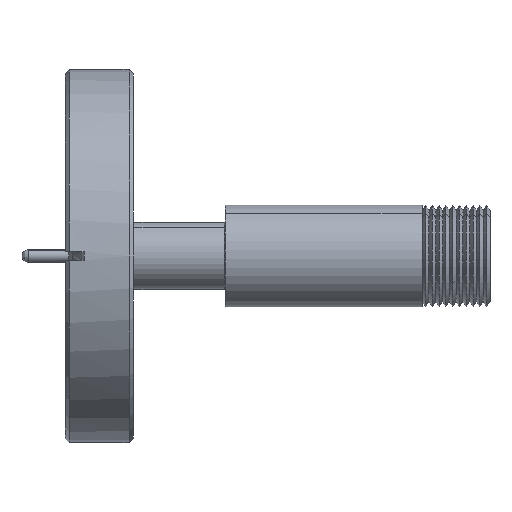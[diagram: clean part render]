
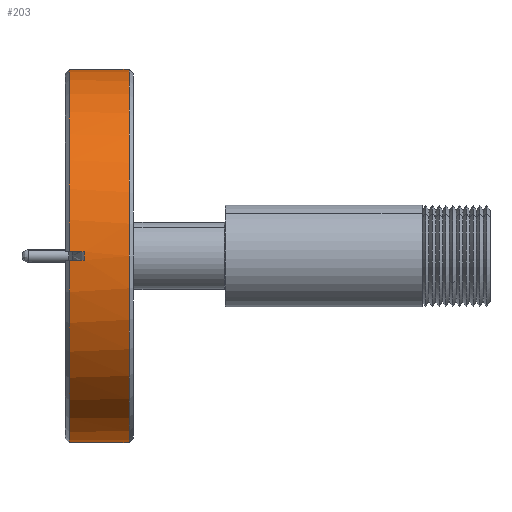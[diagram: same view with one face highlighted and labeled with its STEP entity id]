
A CAD part, left-side view. The second image highlights one B-rep face of the part: STEP entity #203.
In plain terms, the highlighted cylindrical face has radius 34.925 mm (diameter 69.85 mm), a partial arc.
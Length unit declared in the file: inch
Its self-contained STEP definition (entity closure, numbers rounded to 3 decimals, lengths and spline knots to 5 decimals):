
#8 = VERTEX_POINT ( 'NONE', #368 ) ;
#10 = VERTEX_POINT ( 'NONE', #4780 ) ;
#18 = VERTEX_POINT ( 'NONE', #4788 ) ;
#67 = VERTEX_POINT ( 'NONE', #4839 ) ;
#70 = VERTEX_POINT ( 'NONE', #4855 ) ;
#103 = VERTEX_POINT ( 'NONE', #1285 ) ;
#109 = VERTEX_POINT ( 'NONE', #1293 ) ;
#161 = VERTEX_POINT ( 'NONE', #1477 ) ;
#203 = ADVANCED_FACE ( 'NONE', ( #1892 ), #1882, .T. ) ;
#253 = EDGE_CURVE ( 'NONE', #70, #161, #3348, .T. ) ;
#258 = EDGE_CURVE ( 'NONE', #109, #67, #2067, .T. ) ;
#368 = CARTESIAN_POINT ( 'NONE',  ( -1.37465, -0.08748, 0.031 ) ) ;
#500 = EDGE_CURVE ( 'NONE', #103, #70, #4421, .T. ) ;
#691 = EDGE_CURVE ( 'NONE', #103, #109, #1154, .T. ) ;
#692 = EDGE_CURVE ( 'NONE', #18, #67, #1130, .T. ) ;
#693 = EDGE_CURVE ( 'NONE', #18, #8, #961, .T. ) ;
#694 = EDGE_CURVE ( 'NONE', #10, #8, #1543, .T. ) ;
#695 = EDGE_CURVE ( 'NONE', #161, #10, #973, .T. ) ;
#961 = LINE ( 'NONE', #962, #1183 ) ;
#962 = CARTESIAN_POINT ( 'NONE',  ( -1.37465, 0., 0.031 ) ) ;
#963 = CARTESIAN_POINT ( 'NONE',  ( 0., -0.419, 0. ) ) ;
#964 = DIRECTION ( 'NONE',  ( 0., 1., 0. ) ) ;
#965 = DIRECTION ( 'NONE',  ( 0., 0., 1. ) ) ;
#966 = CARTESIAN_POINT ( 'NONE',  ( -1.37465, -0.08748, -0.031 ) ) ;
#967 = CARTESIAN_POINT ( 'NONE',  ( -1.37512, -0.08752, -0.01035 ) ) ;
#968 = CARTESIAN_POINT ( 'NONE',  ( 0., 0.021, 0. ) ) ;
#969 = DIRECTION ( 'NONE',  ( 0., 1., 0. ) ) ;
#970 = DIRECTION ( 'NONE',  ( 0., 0., 1. ) ) ;
#971 = DIRECTION ( 'NONE',  ( 0., -1., 0. ) ) ;
#973 = LINE ( 'NONE', #977, #1125 ) ;
#975 = CARTESIAN_POINT ( 'NONE',  ( -1.37512, -0.08752, 0.01032 ) ) ;
#976 = CARTESIAN_POINT ( 'NONE',  ( -1.37465, -0.08748, 0.031 ) ) ;
#977 = CARTESIAN_POINT ( 'NONE',  ( -1.37465, 0., -0.031 ) ) ;
#978 = DIRECTION ( 'NONE',  ( 0., -1., 0. ) ) ;
#1125 = VECTOR ( 'NONE', #978, 39.37008 ) ;
#1130 = CIRCLE ( 'NONE', #1172, 1.375 ) ;
#1154 = CIRCLE ( 'NONE', #1186, 1.375 ) ;
#1172 = AXIS2_PLACEMENT_3D ( 'NONE', #968, #969, #970 ) ;
#1183 = VECTOR ( 'NONE', #971, 39.37008 ) ;
#1186 = AXIS2_PLACEMENT_3D ( 'NONE', #963, #964, #965 ) ;
#1285 = CARTESIAN_POINT ( 'NONE',  ( 0., -0.419, -1.375 ) ) ;
#1293 = CARTESIAN_POINT ( 'NONE',  ( 0., -0.419, 1.375 ) ) ;
#1477 = CARTESIAN_POINT ( 'NONE',  ( -1.37465, 0.021, -0.031 ) ) ;
#1543 = B_SPLINE_CURVE_WITH_KNOTS ( 'NONE', 3,
 ( #966, #967, #975, #976 ),
 .UNSPECIFIED., .F., .F.,
 ( 4, 4 ),
 ( 0.11473, 0.1163 ),
 .UNSPECIFIED. ) ;
#1882 = CYLINDRICAL_SURFACE ( 'NONE', #3502, 1.375 ) ;
#1892 = FACE_OUTER_BOUND ( 'NONE', #3774, .T. ) ;
#1893 = CARTESIAN_POINT ( 'NONE',  ( 0., 0., 0. ) ) ;
#1895 = DIRECTION ( 'NONE',  ( 0., 1., 0. ) ) ;
#1896 = DIRECTION ( 'NONE',  ( 0., 0., 1. ) ) ;
#2060 = CARTESIAN_POINT ( 'NONE',  ( 0., 0.021, 0. ) ) ;
#2061 = DIRECTION ( 'NONE',  ( 0., 1., 0. ) ) ;
#2062 = DIRECTION ( 'NONE',  ( 0., 0., 1. ) ) ;
#2066 = CARTESIAN_POINT ( 'NONE',  ( 0., 0., 1.375 ) ) ;
#2067 = LINE ( 'NONE', #2066, #3384 ) ;
#2072 = DIRECTION ( 'NONE',  ( 0., 1., 0. ) ) ;
#2952 = ORIENTED_EDGE ( 'NONE', *, *, #500, .F. ) ;
#2954 = ORIENTED_EDGE ( 'NONE', *, *, #691, .T. ) ;
#2955 = ORIENTED_EDGE ( 'NONE', *, *, #258, .T. ) ;
#2956 = ORIENTED_EDGE ( 'NONE', *, *, #692, .F. ) ;
#2957 = ORIENTED_EDGE ( 'NONE', *, *, #693, .T. ) ;
#2958 = ORIENTED_EDGE ( 'NONE', *, *, #694, .F. ) ;
#2959 = ORIENTED_EDGE ( 'NONE', *, *, #695, .F. ) ;
#2960 = ORIENTED_EDGE ( 'NONE', *, *, #253, .F. ) ;
#3348 = CIRCLE ( 'NONE', #3406, 1.375 ) ;
#3384 = VECTOR ( 'NONE', #2072, 39.37008 ) ;
#3406 = AXIS2_PLACEMENT_3D ( 'NONE', #2060, #2061, #2062 ) ;
#3461 = VECTOR ( 'NONE', #4426, 39.37008 ) ;
#3502 = AXIS2_PLACEMENT_3D ( 'NONE', #1893, #1895, #1896 ) ;
#3774 = EDGE_LOOP ( 'NONE', ( #2952, #2954, #2955, #2956, #2957, #2958, #2959, #2960 ) ) ;
#4419 = CARTESIAN_POINT ( 'NONE',  ( 0., 0., -1.375 ) ) ;
#4421 = LINE ( 'NONE', #4419, #3461 ) ;
#4426 = DIRECTION ( 'NONE',  ( 0., 1., 0. ) ) ;
#4780 = CARTESIAN_POINT ( 'NONE',  ( -1.37465, -0.08748, -0.031 ) ) ;
#4788 = CARTESIAN_POINT ( 'NONE',  ( -1.37465, 0.021, 0.031 ) ) ;
#4839 = CARTESIAN_POINT ( 'NONE',  ( 0., 0.021, 1.375 ) ) ;
#4855 = CARTESIAN_POINT ( 'NONE',  ( 0., 0.021, -1.375 ) ) ;
